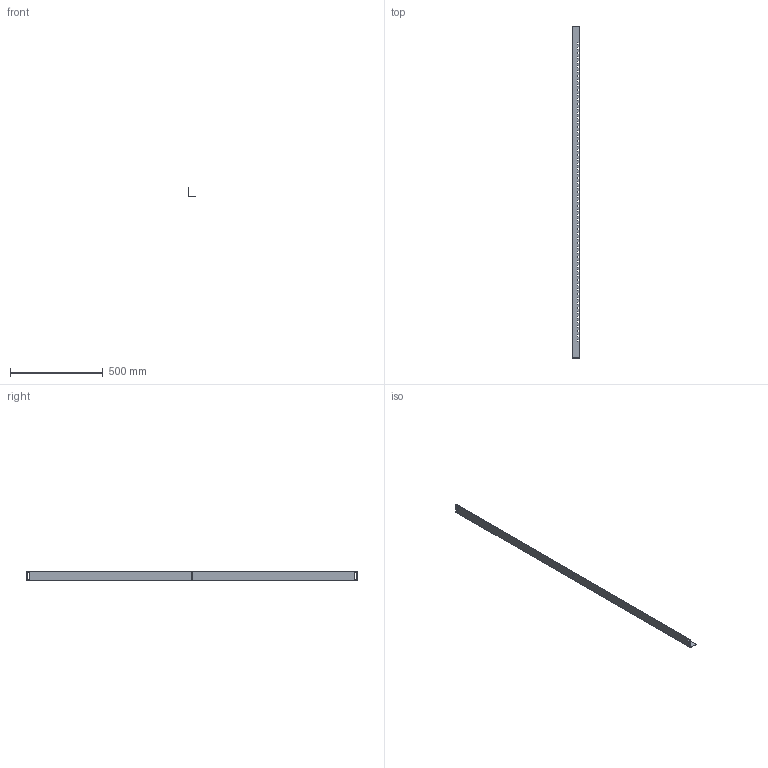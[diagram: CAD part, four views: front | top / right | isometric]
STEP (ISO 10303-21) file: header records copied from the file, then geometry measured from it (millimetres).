
FILE_DESCRIPTION (( 'STEP AP214' ), '1' );
FILE_NAME ('YKM30-UV-1790 Óãîëîê âåðòèêàëüíûé 1790 (îöèíê), äëÿ ÊÑÐÌ (ê-ò 2 øò.).STEP', '2016-10-19T13:17:17', ( 'user' ), ( '' ), 'SwSTEP 2.0', 'SolidWorks 2014', '' );
FILE_SCHEMA (( 'AUTOMOTIVE_DESIGN' ));
Length unit declared in the file: millimetre
Products named in the file (1): YKM30-UV-1790 Óãîëîê âåðòèêàëüíûé 1790 (îöèíê), äëÿ ÊÑÐÌ (ê-ò 2 øò.)
Bounding box: 42 x 1790 x 52 mm (x, y, z)
Volume: 238923.2 mm3; surface area: 328128 mm2
Topology: 1 solids, 1 shells, 283 faces, 843 edges, 562 vertices
Faces by surface type: plane 274, cylinder 9
Entity records: 9621 total; most frequent: CARTESIAN_POINT 1689, ORIENTED_EDGE 1686, DIRECTION 1429, EDGE_CURVE 843, LINE 825, VECTOR 825, VERTEX_POINT 562, EDGE_LOOP 419
